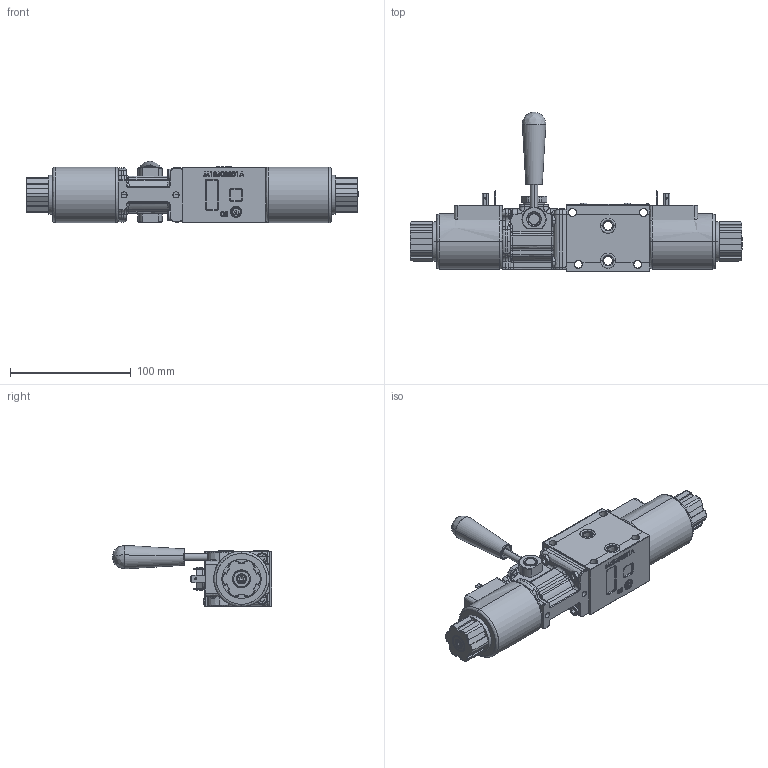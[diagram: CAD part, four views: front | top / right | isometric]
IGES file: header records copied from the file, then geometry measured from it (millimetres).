
Start section: SolidWorks IGES file using analytic representation for surfaces
Global section: file name: CDB3AE--C-LW3.igs; native system: SolidWorks 2019; preprocessor: SolidWorks 2019; author: Angelo.Sala; date: 211104.160624; units: millimetre
Bounding box: 275 x 132 x 50.75 mm (x, y, z)
Surface area: 78329.3 mm2 (no closed solid volume)
Topology: 0 solids, 0 shells, 1042 faces, 14533 edges, 14523 vertices
Faces by surface type: bspline 637, revolution 405
